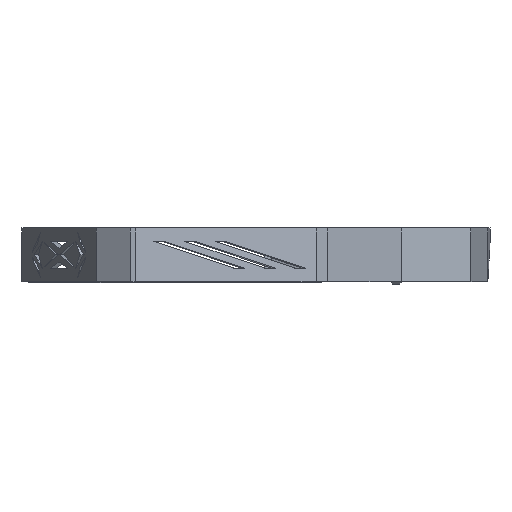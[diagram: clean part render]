
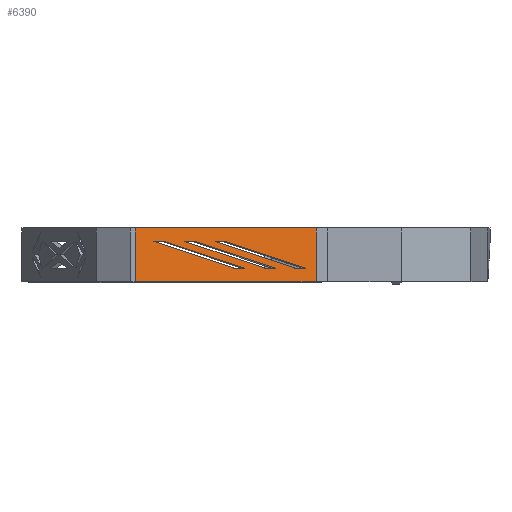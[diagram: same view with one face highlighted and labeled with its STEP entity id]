
A CAD part, left-side view. The second image highlights one B-rep face of the part: STEP entity #6390.
In plain terms, the highlighted planar face has unit normal (-0.836, -0.549, 0).
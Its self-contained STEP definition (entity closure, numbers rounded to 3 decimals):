
#184=FACE_BOUND('',#854,.T.);
#185=FACE_BOUND('',#855,.T.);
#186=FACE_BOUND('',#856,.T.);
#506=FACE_OUTER_BOUND('',#853,.T.);
#853=EDGE_LOOP('',(#5508,#5509,#5510,#5511));
#854=EDGE_LOOP('',(#5512,#5513,#5514,#5515));
#855=EDGE_LOOP('',(#5516,#5517,#5518,#5519));
#856=EDGE_LOOP('',(#5520,#5521,#5522,#5523));
#941=LINE('',#8329,#1747);
#1344=LINE('',#9144,#2150);
#1347=LINE('',#9150,#2153);
#1350=LINE('',#9156,#2156);
#1353=LINE('',#9160,#2159);
#1356=LINE('',#9168,#2162);
#1359=LINE('',#9174,#2165);
#1362=LINE('',#9180,#2168);
#1365=LINE('',#9184,#2171);
#1368=LINE('',#9192,#2174);
#1371=LINE('',#9198,#2177);
#1374=LINE('',#9204,#2180);
#1377=LINE('',#9208,#2183);
#1564=LINE('',#10275,#2370);
#1704=LINE('',#10568,#2510);
#1705=LINE('',#10570,#2511);
#1747=VECTOR('',#6809,10.);
#2150=VECTOR('',#7444,10.);
#2153=VECTOR('',#7449,10.);
#2156=VECTOR('',#7454,10.);
#2159=VECTOR('',#7459,10.);
#2162=VECTOR('',#7464,10.);
#2165=VECTOR('',#7469,10.);
#2168=VECTOR('',#7474,10.);
#2171=VECTOR('',#7479,10.);
#2174=VECTOR('',#7484,10.);
#2177=VECTOR('',#7489,10.);
#2180=VECTOR('',#7494,10.);
#2183=VECTOR('',#7499,10.);
#2370=VECTOR('',#7914,10.);
#2510=VECTOR('',#8196,10.);
#2511=VECTOR('',#8199,10.);
#2553=VERTEX_POINT('',#8326);
#2554=VERTEX_POINT('',#8328);
#2843=VERTEX_POINT('',#9141);
#2844=VERTEX_POINT('',#9143);
#2846=VERTEX_POINT('',#9149);
#2848=VERTEX_POINT('',#9155);
#2851=VERTEX_POINT('',#9165);
#2852=VERTEX_POINT('',#9167);
#2854=VERTEX_POINT('',#9173);
#2856=VERTEX_POINT('',#9179);
#2859=VERTEX_POINT('',#9189);
#2860=VERTEX_POINT('',#9191);
#2862=VERTEX_POINT('',#9197);
#2864=VERTEX_POINT('',#9203);
#3037=VERTEX_POINT('',#10272);
#3038=VERTEX_POINT('',#10274);
#3138=EDGE_CURVE('',#2553,#2554,#941,.T.);
#3548=EDGE_CURVE('',#2844,#2843,#1344,.T.);
#3551=EDGE_CURVE('',#2846,#2844,#1347,.T.);
#3554=EDGE_CURVE('',#2848,#2846,#1350,.T.);
#3557=EDGE_CURVE('',#2843,#2848,#1353,.T.);
#3560=EDGE_CURVE('',#2852,#2851,#1356,.T.);
#3563=EDGE_CURVE('',#2854,#2852,#1359,.T.);
#3566=EDGE_CURVE('',#2856,#2854,#1362,.T.);
#3569=EDGE_CURVE('',#2851,#2856,#1365,.T.);
#3572=EDGE_CURVE('',#2860,#2859,#1368,.T.);
#3575=EDGE_CURVE('',#2862,#2860,#1371,.T.);
#3578=EDGE_CURVE('',#2864,#2862,#1374,.T.);
#3581=EDGE_CURVE('',#2859,#2864,#1377,.T.);
#3852=EDGE_CURVE('',#3037,#3038,#1564,.T.);
#3998=EDGE_CURVE('',#3037,#2554,#1704,.T.);
#3999=EDGE_CURVE('',#3038,#2553,#1705,.T.);
#5508=ORIENTED_EDGE('',*,*,#3998,.T.);
#5509=ORIENTED_EDGE('',*,*,#3138,.F.);
#5510=ORIENTED_EDGE('',*,*,#3999,.F.);
#5511=ORIENTED_EDGE('',*,*,#3852,.F.);
#5512=ORIENTED_EDGE('',*,*,#3554,.T.);
#5513=ORIENTED_EDGE('',*,*,#3551,.T.);
#5514=ORIENTED_EDGE('',*,*,#3548,.T.);
#5515=ORIENTED_EDGE('',*,*,#3557,.T.);
#5516=ORIENTED_EDGE('',*,*,#3566,.T.);
#5517=ORIENTED_EDGE('',*,*,#3563,.T.);
#5518=ORIENTED_EDGE('',*,*,#3560,.T.);
#5519=ORIENTED_EDGE('',*,*,#3569,.T.);
#5520=ORIENTED_EDGE('',*,*,#3578,.T.);
#5521=ORIENTED_EDGE('',*,*,#3575,.T.);
#5522=ORIENTED_EDGE('',*,*,#3572,.T.);
#5523=ORIENTED_EDGE('',*,*,#3581,.T.);
#6071=PLANE('',#6752);
#6390=ADVANCED_FACE('',(#506,#184,#185,#186),#6071,.T.);
#6752=AXIS2_PLACEMENT_3D('',#10569,#8197,#8198);
#6809=DIRECTION('',(0.549,-0.836,0.));
#7444=DIRECTION('',(0.529,-0.805,-0.269));
#7449=DIRECTION('',(0.549,-0.836,0.));
#7454=DIRECTION('',(-0.529,0.805,0.269));
#7459=DIRECTION('',(-0.549,0.836,0.));
#7464=DIRECTION('',(-0.549,0.836,0.));
#7469=DIRECTION('',(0.529,-0.805,-0.269));
#7474=DIRECTION('',(0.549,-0.836,0.));
#7479=DIRECTION('',(-0.529,0.805,0.269));
#7484=DIRECTION('',(-0.549,0.836,0.));
#7489=DIRECTION('',(0.529,-0.805,-0.269));
#7494=DIRECTION('',(0.549,-0.836,0.));
#7499=DIRECTION('',(-0.529,0.805,0.269));
#7914=DIRECTION('',(-0.549,0.836,0.));
#8196=DIRECTION('',(0.,0.,1.));
#8197=DIRECTION('center_axis',(-0.836,-0.549,0.));
#8198=DIRECTION('ref_axis',(0.549,-0.836,0.));
#8199=DIRECTION('',(0.,0.,1.));
#8326=CARTESIAN_POINT('',(-137.88,60.539,22.));
#8328=CARTESIAN_POINT('',(-89.138,-13.592,22.));
#8329=CARTESIAN_POINT('',(-89.138,-13.592,22.));
#9141=CARTESIAN_POINT('',(-108.367,15.652,5.5));
#9143=CARTESIAN_POINT('',(-129.991,48.54,16.5));
#9144=CARTESIAN_POINT('',(-132.831,52.859,17.945));
#9149=CARTESIAN_POINT('',(-132.738,52.718,16.5));
#9150=CARTESIAN_POINT('',(-135.309,56.628,16.5));
#9155=CARTESIAN_POINT('',(-111.114,19.83,5.5));
#9156=CARTESIAN_POINT('',(-123.492,38.656,11.797));
#9160=CARTESIAN_POINT('',(-123.124,38.095,5.5));
#9165=CARTESIAN_POINT('',(-102.873,7.297,5.5));
#9167=CARTESIAN_POINT('',(-100.126,3.119,5.5));
#9168=CARTESIAN_POINT('',(-119.003,31.829,5.5));
#9173=CARTESIAN_POINT('',(-121.75,36.007,16.5));
#9174=CARTESIAN_POINT('',(-128.412,46.139,19.889));
#9179=CARTESIAN_POINT('',(-124.497,40.184,16.5));
#9180=CARTESIAN_POINT('',(-131.189,50.362,16.5));
#9184=CARTESIAN_POINT('',(-119.073,31.935,13.741));
#9189=CARTESIAN_POINT('',(-94.632,-5.237,5.5));
#9191=CARTESIAN_POINT('',(-91.885,-9.415,5.5));
#9192=CARTESIAN_POINT('',(-114.883,25.562,5.5));
#9197=CARTESIAN_POINT('',(-113.509,23.473,16.5));
#9198=CARTESIAN_POINT('',(-123.993,39.418,21.833));
#9203=CARTESIAN_POINT('',(-116.256,27.651,16.5));
#9204=CARTESIAN_POINT('',(-127.068,44.095,16.5));
#9208=CARTESIAN_POINT('',(-114.654,25.214,15.685));
#10272=CARTESIAN_POINT('',(-89.138,-13.592,0.));
#10274=CARTESIAN_POINT('',(-137.88,60.539,0.));
#10275=CARTESIAN_POINT('',(-89.138,-13.592,0.));
#10568=CARTESIAN_POINT('',(-89.138,-13.592,5.));
#10569=CARTESIAN_POINT('Origin',(-137.88,60.539,5.));
#10570=CARTESIAN_POINT('',(-137.88,60.539,5.));
